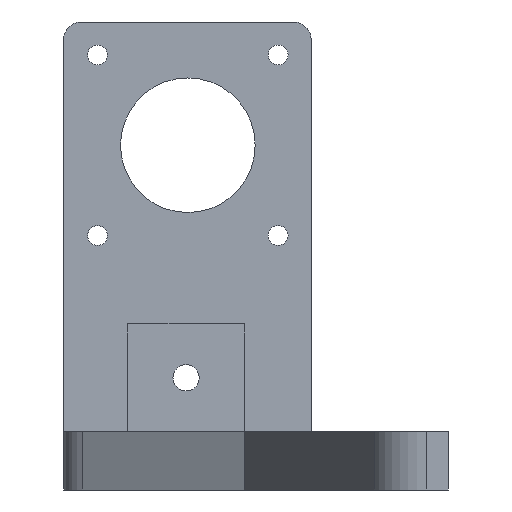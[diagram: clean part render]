
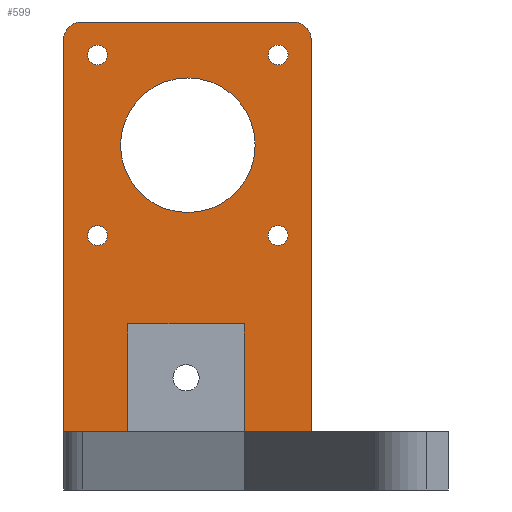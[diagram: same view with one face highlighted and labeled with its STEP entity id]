
A CAD part, left-side view. The second image highlights one B-rep face of the part: STEP entity #599.
In plain terms, the highlighted planar face has unit normal (-1, 0, 0).
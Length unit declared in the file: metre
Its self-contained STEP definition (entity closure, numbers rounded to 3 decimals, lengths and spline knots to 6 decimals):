
#26=LINE('',#890,#82);
#27=LINE('',#895,#83);
#28=LINE('',#897,#84);
#29=LINE('',#899,#85);
#30=LINE('',#901,#86);
#31=LINE('',#903,#87);
#32=LINE('',#905,#88);
#33=LINE('',#907,#89);
#82=VECTOR('',#718,1.);
#83=VECTOR('',#721,1.);
#84=VECTOR('',#722,1.);
#85=VECTOR('',#723,1.);
#86=VECTOR('',#724,1.);
#87=VECTOR('',#725,1.);
#88=VECTOR('',#726,1.);
#89=VECTOR('',#727,1.);
#138=ORIENTED_EDGE('',*,*,#304,.T.);
#139=ORIENTED_EDGE('',*,*,#305,.T.);
#140=ORIENTED_EDGE('',*,*,#306,.T.);
#141=ORIENTED_EDGE('',*,*,#307,.T.);
#142=ORIENTED_EDGE('',*,*,#308,.T.);
#143=ORIENTED_EDGE('',*,*,#309,.F.);
#144=ORIENTED_EDGE('',*,*,#310,.F.);
#145=ORIENTED_EDGE('',*,*,#311,.T.);
#146=ORIENTED_EDGE('',*,*,#312,.T.);
#147=ORIENTED_EDGE('',*,*,#313,.T.);
#148=ORIENTED_EDGE('',*,*,#314,.F.);
#149=ORIENTED_EDGE('',*,*,#315,.T.);
#150=ORIENTED_EDGE('',*,*,#316,.T.);
#151=ORIENTED_EDGE('',*,*,#317,.T.);
#152=ORIENTED_EDGE('',*,*,#318,.T.);
#153=ORIENTED_EDGE('',*,*,#319,.T.);
#304=EDGE_CURVE('',#387,#387,#446,.F.);
#305=EDGE_CURVE('',#388,#388,#447,.F.);
#306=EDGE_CURVE('',#389,#389,#448,.F.);
#307=EDGE_CURVE('',#390,#390,#449,.F.);
#308=EDGE_CURVE('',#391,#391,#450,.F.);
#309=EDGE_CURVE('',#392,#392,#451,.T.);
#310=EDGE_CURVE('',#393,#394,#26,.T.);
#311=EDGE_CURVE('',#393,#395,#452,.T.);
#312=EDGE_CURVE('',#395,#396,#27,.T.);
#313=EDGE_CURVE('',#396,#397,#28,.T.);
#314=EDGE_CURVE('',#398,#397,#29,.T.);
#315=EDGE_CURVE('',#398,#399,#30,.T.);
#316=EDGE_CURVE('',#399,#400,#31,.T.);
#317=EDGE_CURVE('',#400,#401,#32,.T.);
#318=EDGE_CURVE('',#401,#402,#33,.T.);
#319=EDGE_CURVE('',#402,#394,#453,.T.);
#387=VERTEX_POINT('',#879);
#388=VERTEX_POINT('',#881);
#389=VERTEX_POINT('',#883);
#390=VERTEX_POINT('',#885);
#391=VERTEX_POINT('',#887);
#392=VERTEX_POINT('',#889);
#393=VERTEX_POINT('',#891);
#394=VERTEX_POINT('',#892);
#395=VERTEX_POINT('',#894);
#396=VERTEX_POINT('',#896);
#397=VERTEX_POINT('',#898);
#398=VERTEX_POINT('',#900);
#399=VERTEX_POINT('',#902);
#400=VERTEX_POINT('',#904);
#401=VERTEX_POINT('',#906);
#402=VERTEX_POINT('',#908);
#446=CIRCLE('',#645,0.0017);
#447=CIRCLE('',#646,0.0017);
#448=CIRCLE('',#647,0.0017);
#449=CIRCLE('',#648,0.0017);
#450=CIRCLE('',#649,0.011554);
#451=CIRCLE('',#650,0.00225);
#452=CIRCLE('',#651,0.003);
#453=CIRCLE('',#652,0.003);
#472=EDGE_LOOP('',(#138));
#473=EDGE_LOOP('',(#139));
#474=EDGE_LOOP('',(#140));
#475=EDGE_LOOP('',(#141));
#476=EDGE_LOOP('',(#142));
#477=EDGE_LOOP('',(#143));
#478=EDGE_LOOP('',(#144,#145,#146,#147,#148,#149,#150,#151,#152,#153));
#526=FACE_BOUND('',#472,.T.);
#527=FACE_BOUND('',#473,.T.);
#528=FACE_BOUND('',#474,.T.);
#529=FACE_BOUND('',#475,.T.);
#530=FACE_BOUND('',#476,.T.);
#531=FACE_BOUND('',#477,.T.);
#532=FACE_BOUND('',#478,.T.);
#580=PLANE('',#644);
#599=ADVANCED_FACE('',(#526,#527,#528,#529,#530,#531,#532),#580,.T.);
#644=AXIS2_PLACEMENT_3D('',#877,#704,#705);
#645=AXIS2_PLACEMENT_3D('',#878,#706,#707);
#646=AXIS2_PLACEMENT_3D('',#880,#708,#709);
#647=AXIS2_PLACEMENT_3D('',#882,#710,#711);
#648=AXIS2_PLACEMENT_3D('',#884,#712,#713);
#649=AXIS2_PLACEMENT_3D('',#886,#714,#715);
#650=AXIS2_PLACEMENT_3D('',#888,#716,#717);
#651=AXIS2_PLACEMENT_3D('',#893,#719,#720);
#652=AXIS2_PLACEMENT_3D('',#909,#728,#729);
#704=DIRECTION('',(-1.,0.,0.));
#705=DIRECTION('',(0.,1.,0.));
#706=DIRECTION('',(-1.,0.,0.));
#707=DIRECTION('',(0.,1.,0.));
#708=DIRECTION('',(-1.,0.,0.));
#709=DIRECTION('',(0.,1.,0.));
#710=DIRECTION('',(-1.,0.,0.));
#711=DIRECTION('',(0.,1.,0.));
#712=DIRECTION('',(-1.,0.,0.));
#713=DIRECTION('',(0.,1.,0.));
#714=DIRECTION('',(-1.,0.,0.));
#715=DIRECTION('',(0.,1.,0.));
#716=DIRECTION('',(-1.,0.,0.));
#717=DIRECTION('',(0.,-1.,0.));
#718=DIRECTION('',(0.,-1.,0.));
#719=DIRECTION('',(-1.,0.,0.));
#720=DIRECTION('',(0.,1.,0.));
#721=DIRECTION('',(0.,0.,-1.));
#722=DIRECTION('',(0.,-1.,0.));
#723=DIRECTION('',(0.,0.,1.));
#724=DIRECTION('',(0.,-1.,0.));
#725=DIRECTION('',(0.,0.,1.));
#726=DIRECTION('',(0.,-1.,0.));
#727=DIRECTION('',(0.,0.,1.));
#728=DIRECTION('',(-1.,0.,0.));
#729=DIRECTION('',(0.,1.,0.));
#877=CARTESIAN_POINT('',(0.03,-0.01,0.513));
#878=CARTESIAN_POINT('',(0.03,-0.0258,0.50167));
#879=CARTESIAN_POINT('',(0.03,-0.0241,0.50167));
#880=CARTESIAN_POINT('',(0.03,-0.0258,0.53267));
#881=CARTESIAN_POINT('',(0.03,-0.0241,0.53267));
#882=CARTESIAN_POINT('',(0.03,0.0052,0.53267));
#883=CARTESIAN_POINT('',(0.03,0.0069,0.53267));
#884=CARTESIAN_POINT('',(0.03,0.0052,0.50167));
#885=CARTESIAN_POINT('',(0.03,0.0069,0.50167));
#886=CARTESIAN_POINT('',(0.03,-0.0103,0.51717));
#887=CARTESIAN_POINT('',(0.03,0.001254,0.51717));
#888=CARTESIAN_POINT('',(0.03,-0.01,0.47725));
#889=CARTESIAN_POINT('',(0.03,-0.01225,0.47725));
#890=CARTESIAN_POINT('',(0.03,-0.014403,0.53832));
#891=CARTESIAN_POINT('',(0.03,0.008,0.53832));
#892=CARTESIAN_POINT('',(0.03,-0.02846,0.53832));
#893=CARTESIAN_POINT('',(0.03,0.008,0.53532));
#894=CARTESIAN_POINT('',(0.03,0.011,0.53532));
#895=CARTESIAN_POINT('',(0.03,0.011,0.538322));
#896=CARTESIAN_POINT('',(0.03,0.011,0.468));
#897=CARTESIAN_POINT('',(0.03,-0.014403,0.468));
#898=CARTESIAN_POINT('',(0.03,0.,0.468));
#899=CARTESIAN_POINT('',(0.03,0.,0.457998));
#900=CARTESIAN_POINT('',(0.03,0.,0.458));
#901=CARTESIAN_POINT('',(0.03,-0.01,0.458));
#902=CARTESIAN_POINT('',(0.03,-0.02,0.458));
#903=CARTESIAN_POINT('',(0.03,-0.02,0.457998));
#904=CARTESIAN_POINT('',(0.03,-0.02,0.468));
#905=CARTESIAN_POINT('',(0.03,-0.014403,0.468));
#906=CARTESIAN_POINT('',(0.03,-0.03146,0.468));
#907=CARTESIAN_POINT('',(0.03,-0.03146,0.538322));
#908=CARTESIAN_POINT('',(0.03,-0.03146,0.53532));
#909=CARTESIAN_POINT('',(0.03,-0.02846,0.53532));
